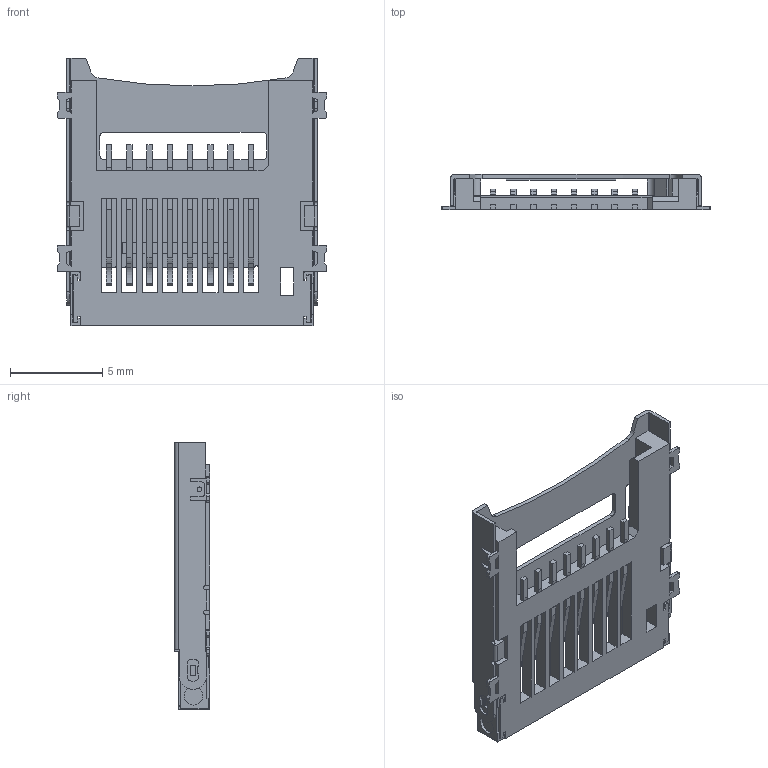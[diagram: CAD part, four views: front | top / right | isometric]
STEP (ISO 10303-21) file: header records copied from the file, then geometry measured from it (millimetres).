
FILE_DESCRIPTION(('CAx-IF Rec.Pracs.---Model Styling and Organization---1.5---2016-08-15','CAx-IF Rec.Pracs.---Geometric and Assembly Validation Properties---4.4---2016-08-17','CAx-IF Rec.Pracs.---User Defined Attributes---1.5---2016-08-15','CAx-IF Rec.Pracs.---External References---2.1---2005-01-19'),'2;1');
FILE_NAME('232218.step','2023-06-10T18:39:50',('Unspecified'),('Unspecified'),'CAD Exchanger 3.8.1 (cadexchanger.com)','Unspecified','');
FILE_SCHEMA(('AUTOMOTIVE_DESIGN { 1 0 10303 214 1 1 1 1 }'));
Length unit declared in the file: millimetre
Products named in the file (1): 472192001
Bounding box: 14.6 x 1.9 x 14.5 mm (x, y, z)
Volume: 130.2 mm3; surface area: 770.4 mm2
Topology: 1 solids, 1 shells, 550 faces, 1615 edges, 1070 vertices
Faces by surface type: plane 417, cylinder 133
Entity records: 18257 total; most frequent: CARTESIAN_POINT 3236, ORIENTED_EDGE 3230, DIRECTION 2985, EDGE_CURVE 1615, LINE 1347, VECTOR 1347, VERTEX_POINT 1070, AXIS2_PLACEMENT_3D 819
